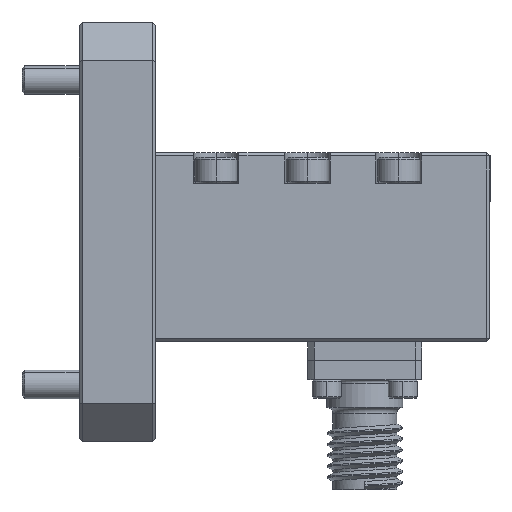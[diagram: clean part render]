
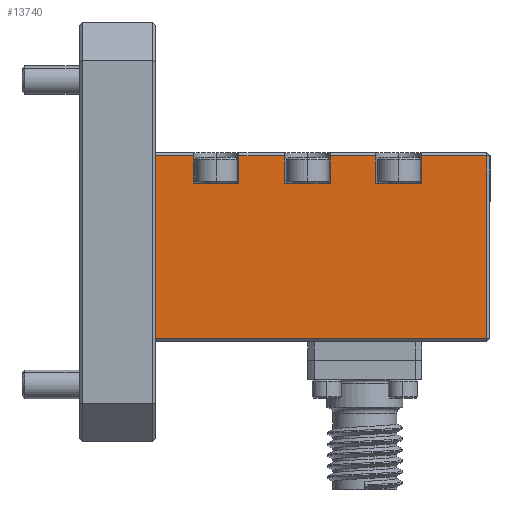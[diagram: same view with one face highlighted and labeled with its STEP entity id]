
A CAD part, left-side view. The second image highlights one B-rep face of the part: STEP entity #13740.
In plain terms, the highlighted planar face has unit normal (-1, 0, 0).
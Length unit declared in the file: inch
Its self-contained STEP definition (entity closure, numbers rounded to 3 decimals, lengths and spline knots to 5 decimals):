
#59 = EDGE_CURVE ( 'NONE', #16018, #8898, #10787, .T. ) ;
#232 = EDGE_CURVE ( 'NONE', #20829, #10563, #11586, .T. ) ;
#605 = FACE_OUTER_BOUND ( 'NONE', #16777, .T. ) ;
#729 = CARTESIAN_POINT ( 'NONE',  ( -2.40471, 0.48371, 1.10867 ) ) ;
#800 = ORIENTED_EDGE ( 'NONE', *, *, #59, .T. ) ;
#812 = VERTEX_POINT ( 'NONE', #5632 ) ;
#987 = ORIENTED_EDGE ( 'NONE', *, *, #2436, .F. ) ;
#1228 = CARTESIAN_POINT ( 'NONE',  ( -2.40471, 0.23371, 1.51967 ) ) ;
#1298 = EDGE_CURVE ( 'NONE', #13452, #14756, #5043, .T. ) ;
#2315 = ORIENTED_EDGE ( 'NONE', *, *, #11231, .T. ) ;
#2374 = CARTESIAN_POINT ( 'NONE',  ( -2.40471, -0.49129, 1.42967 ) ) ;
#2436 = EDGE_CURVE ( 'NONE', #11377, #16618, #15614, .T. ) ;
#2590 = CARTESIAN_POINT ( 'NONE',  ( -2.40471, 0.10871, 1.42967 ) ) ;
#2712 = VERTEX_POINT ( 'NONE', #11045 ) ;
#2765 = LINE ( 'NONE', #7893, #12833 ) ;
#2830 = VERTEX_POINT ( 'NONE', #12995 ) ;
#2862 = ORIENTED_EDGE ( 'NONE', *, *, #21808, .F. ) ;
#3018 = DIRECTION ( 'NONE',  ( 0., 0., 1. ) ) ;
#3051 = EDGE_CURVE ( 'NONE', #14146, #13452, #8948, .T. ) ;
#3241 = CARTESIAN_POINT ( 'NONE',  ( -2.40471, -0.49129, 1.42967 ) ) ;
#3296 = CARTESIAN_POINT ( 'NONE',  ( -2.40471, -0.64129, 1.42967 ) ) ;
#3397 = DIRECTION ( 'NONE',  ( 0., 1., 0. ) ) ;
#3438 = DIRECTION ( 'NONE',  ( 0., 0., 1. ) ) ;
#3477 = VECTOR ( 'NONE', #10602, 39.37008 ) ;
#3643 = VECTOR ( 'NONE', #5286, 39.37008 ) ;
#3854 = VERTEX_POINT ( 'NONE', #14803 ) ;
#3856 = DIRECTION ( 'NONE',  ( 1., 0., 0. ) ) ;
#4311 = EDGE_CURVE ( 'NONE', #3854, #2712, #6932, .T. ) ;
#4334 = DIRECTION ( 'NONE',  ( 0., 1., 0. ) ) ;
#4362 = EDGE_CURVE ( 'NONE', #14146, #2830, #7054, .T. ) ;
#4494 = LINE ( 'NONE', #9342, #12227 ) ;
#5027 = EDGE_CURVE ( 'NONE', #10563, #14756, #5909, .T. ) ;
#5043 = LINE ( 'NONE', #3296, #18111 ) ;
#5286 = DIRECTION ( 'NONE',  ( 0., -1., 0. ) ) ;
#5318 = CARTESIAN_POINT ( 'NONE',  ( -2.40471, -0.49129, 1.42967 ) ) ;
#5632 = CARTESIAN_POINT ( 'NONE',  ( -2.40471, -0.34129, 1.51967 ) ) ;
#5909 = LINE ( 'NONE', #14410, #17288 ) ;
#6067 = CARTESIAN_POINT ( 'NONE',  ( -2.40471, -0.85629, 0.91867 ) ) ;
#6214 = EDGE_CURVE ( 'NONE', #8898, #20829, #4494, .T. ) ;
#6390 = DIRECTION ( 'NONE',  ( 0., -1., 0. ) ) ;
#6778 = DIRECTION ( 'NONE',  ( 0., 1., 0. ) ) ;
#6788 = CARTESIAN_POINT ( 'NONE',  ( -2.40471, 0.48371, 1.51967 ) ) ;
#6932 = LINE ( 'NONE', #22901, #10664 ) ;
#7054 = LINE ( 'NONE', #5318, #19486 ) ;
#7163 = EDGE_CURVE ( 'NONE', #2712, #17915, #20970, .T. ) ;
#7545 = ORIENTED_EDGE ( 'NONE', *, *, #4311, .T. ) ;
#7596 = VECTOR ( 'NONE', #6778, 39.37008 ) ;
#7880 = ORIENTED_EDGE ( 'NONE', *, *, #3051, .F. ) ;
#7893 = CARTESIAN_POINT ( 'NONE',  ( -2.40471, -0.19129, 1.42967 ) ) ;
#7993 = CARTESIAN_POINT ( 'NONE',  ( -2.40471, 0.48371, 1.51967 ) ) ;
#8257 = ORIENTED_EDGE ( 'NONE', *, *, #16513, .F. ) ;
#8415 = EDGE_CURVE ( 'NONE', #3854, #14066, #2765, .T. ) ;
#8497 = VECTOR ( 'NONE', #17445, 39.37008 ) ;
#8583 = DIRECTION ( 'NONE',  ( 0., 0., 1. ) ) ;
#8664 = CARTESIAN_POINT ( 'NONE',  ( -2.40471, 0.10871, 1.42967 ) ) ;
#8802 = VECTOR ( 'NONE', #3438, 39.37008 ) ;
#8898 = VERTEX_POINT ( 'NONE', #10965 ) ;
#8948 = LINE ( 'NONE', #3241, #18445 ) ;
#9342 = CARTESIAN_POINT ( 'NONE',  ( -2.40471, 0.48371, 0.91867 ) ) ;
#9364 = VECTOR ( 'NONE', #3018, 39.37008 ) ;
#9449 = DIRECTION ( 'NONE',  ( 0., -1., 0. ) ) ;
#10235 = VECTOR ( 'NONE', #3397, 39.37008 ) ;
#10563 = VERTEX_POINT ( 'NONE', #20313 ) ;
#10602 = DIRECTION ( 'NONE',  ( 0., 1., 0. ) ) ;
#10664 = VECTOR ( 'NONE', #17660, 39.37008 ) ;
#10787 = LINE ( 'NONE', #19409, #8497 ) ;
#10880 = DIRECTION ( 'NONE',  ( 0., 1., 0. ) ) ;
#10965 = CARTESIAN_POINT ( 'NONE',  ( -2.40471, 0.23371, 0.91867 ) ) ;
#11045 = CARTESIAN_POINT ( 'NONE',  ( -2.40471, -0.19129, 1.51967 ) ) ;
#11069 = AXIS2_PLACEMENT_3D ( 'NONE', #729, #3856, #4334 ) ;
#11181 = CARTESIAN_POINT ( 'NONE',  ( -2.40471, -0.34129, 1.42967 ) ) ;
#11215 = CARTESIAN_POINT ( 'NONE',  ( -2.40471, -0.34129, 1.42967 ) ) ;
#11231 = EDGE_CURVE ( 'NONE', #16841, #16018, #12226, .T. ) ;
#11377 = VERTEX_POINT ( 'NONE', #2590 ) ;
#11586 = LINE ( 'NONE', #13620, #21055 ) ;
#12032 = CARTESIAN_POINT ( 'NONE',  ( -2.40471, -0.04129, 1.42967 ) ) ;
#12153 = CARTESIAN_POINT ( 'NONE',  ( -2.40471, -0.04129, 1.51967 ) ) ;
#12226 = LINE ( 'NONE', #6788, #3477 ) ;
#12227 = VECTOR ( 'NONE', #9449, 39.37008 ) ;
#12833 = VECTOR ( 'NONE', #6390, 39.37008 ) ;
#12995 = CARTESIAN_POINT ( 'NONE',  ( -2.40471, -0.49129, 1.51967 ) ) ;
#13452 = VERTEX_POINT ( 'NONE', #15516 ) ;
#13620 = CARTESIAN_POINT ( 'NONE',  ( -2.40471, -0.85629, 1.10867 ) ) ;
#13740 = ADVANCED_FACE ( 'NONE', ( #605 ), #19665, .F. ) ;
#13876 = ORIENTED_EDGE ( 'NONE', *, *, #6214, .T. ) ;
#13878 = ORIENTED_EDGE ( 'NONE', *, *, #18187, .T. ) ;
#14042 = DIRECTION ( 'NONE',  ( 0., 0., 1. ) ) ;
#14066 = VERTEX_POINT ( 'NONE', #11215 ) ;
#14146 = VERTEX_POINT ( 'NONE', #2374 ) ;
#14336 = ORIENTED_EDGE ( 'NONE', *, *, #8415, .F. ) ;
#14410 = CARTESIAN_POINT ( 'NONE',  ( -2.40471, 0.48371, 1.51967 ) ) ;
#14521 = CARTESIAN_POINT ( 'NONE',  ( -2.40471, -0.04129, 1.42967 ) ) ;
#14567 = CARTESIAN_POINT ( 'NONE',  ( -2.40471, -0.64129, 1.51967 ) ) ;
#14756 = VERTEX_POINT ( 'NONE', #14567 ) ;
#14803 = CARTESIAN_POINT ( 'NONE',  ( -2.40471, -0.19129, 1.42967 ) ) ;
#15431 = CARTESIAN_POINT ( 'NONE',  ( -2.40471, 0.10871, 1.51967 ) ) ;
#15516 = CARTESIAN_POINT ( 'NONE',  ( -2.40471, -0.64129, 1.42967 ) ) ;
#15614 = LINE ( 'NONE', #20996, #3643 ) ;
#16018 = VERTEX_POINT ( 'NONE', #1228 ) ;
#16183 = CARTESIAN_POINT ( 'NONE',  ( -2.40471, 0.48371, 1.51967 ) ) ;
#16405 = ORIENTED_EDGE ( 'NONE', *, *, #22090, .T. ) ;
#16513 = EDGE_CURVE ( 'NONE', #14066, #812, #20276, .T. ) ;
#16618 = VERTEX_POINT ( 'NONE', #14521 ) ;
#16777 = EDGE_LOOP ( 'NONE', ( #13876, #19827, #18768, #20959, #7880, #17329, #13878, #8257, #14336, #7545, #17640, #2862, #987, #16405, #2315, #800 ) ) ;
#16841 = VERTEX_POINT ( 'NONE', #15431 ) ;
#17201 = LINE ( 'NONE', #12032, #18013 ) ;
#17219 = DIRECTION ( 'NONE',  ( 0., -1., 0. ) ) ;
#17268 = LINE ( 'NONE', #7993, #7596 ) ;
#17288 = VECTOR ( 'NONE', #10880, 39.37008 ) ;
#17329 = ORIENTED_EDGE ( 'NONE', *, *, #4362, .T. ) ;
#17445 = DIRECTION ( 'NONE',  ( 0., 0., -1. ) ) ;
#17640 = ORIENTED_EDGE ( 'NONE', *, *, #7163, .T. ) ;
#17642 = LINE ( 'NONE', #8664, #8802 ) ;
#17660 = DIRECTION ( 'NONE',  ( 0., 0., 1. ) ) ;
#17915 = VERTEX_POINT ( 'NONE', #12153 ) ;
#18013 = VECTOR ( 'NONE', #8583, 39.37008 ) ;
#18111 = VECTOR ( 'NONE', #14042, 39.37008 ) ;
#18187 = EDGE_CURVE ( 'NONE', #2830, #812, #17268, .T. ) ;
#18445 = VECTOR ( 'NONE', #17219, 39.37008 ) ;
#18768 = ORIENTED_EDGE ( 'NONE', *, *, #5027, .T. ) ;
#19409 = CARTESIAN_POINT ( 'NONE',  ( -2.40471, 0.23371, 1.10867 ) ) ;
#19486 = VECTOR ( 'NONE', #19726, 39.37008 ) ;
#19665 = PLANE ( 'NONE',  #11069 ) ;
#19726 = DIRECTION ( 'NONE',  ( 0., 0., 1. ) ) ;
#19827 = ORIENTED_EDGE ( 'NONE', *, *, #232, .T. ) ;
#20276 = LINE ( 'NONE', #11181, #9364 ) ;
#20313 = CARTESIAN_POINT ( 'NONE',  ( -2.40471, -0.85629, 1.51967 ) ) ;
#20829 = VERTEX_POINT ( 'NONE', #6067 ) ;
#20959 = ORIENTED_EDGE ( 'NONE', *, *, #1298, .F. ) ;
#20970 = LINE ( 'NONE', #16183, #10235 ) ;
#20996 = CARTESIAN_POINT ( 'NONE',  ( -2.40471, 0.10871, 1.42967 ) ) ;
#21055 = VECTOR ( 'NONE', #22072, 39.37008 ) ;
#21808 = EDGE_CURVE ( 'NONE', #16618, #17915, #17201, .T. ) ;
#22072 = DIRECTION ( 'NONE',  ( 0., 0., 1. ) ) ;
#22090 = EDGE_CURVE ( 'NONE', #11377, #16841, #17642, .T. ) ;
#22901 = CARTESIAN_POINT ( 'NONE',  ( -2.40471, -0.19129, 1.42967 ) ) ;
